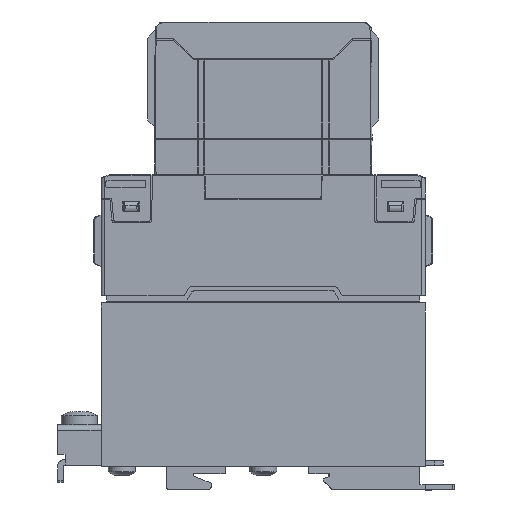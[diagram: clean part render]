
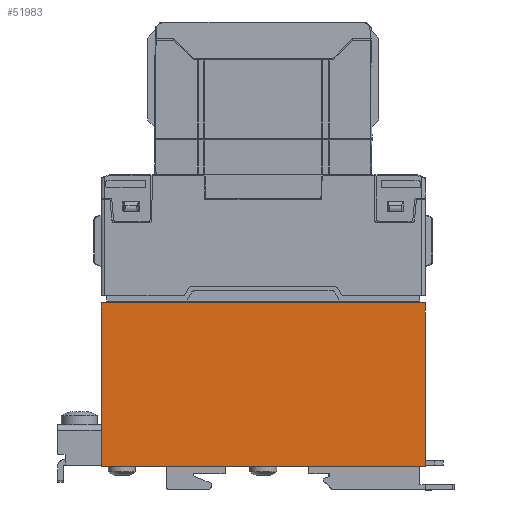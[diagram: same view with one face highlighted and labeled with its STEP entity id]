
A CAD part, left-side view. The second image highlights one B-rep face of the part: STEP entity #51983.
In plain terms, the highlighted planar face has unit normal (-1, 0, 0).
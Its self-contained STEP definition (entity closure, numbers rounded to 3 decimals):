
#48480=CARTESIAN_POINT('',(-8.85,45.,12.309));
#48481=VERTEX_POINT('',#48480);
#48482=CARTESIAN_POINT('',(-8.85,45.,2.4));
#48483=VERTEX_POINT('',#48482);
#48484=CARTESIAN_POINT('',(-8.85,45.,12.309));
#48485=DIRECTION('',(0.,0.,-1.0));
#48486=VECTOR('',#48485,9.909);
#48487=LINE('',#48484,#48486);
#48488=EDGE_CURVE('',#48481,#48483,#48487,.T.);
#51245=CARTESIAN_POINT('',(-8.85,45.,2.1));
#51246=VERTEX_POINT('',#51245);
#51253=CARTESIAN_POINT('',(-8.85,45.,2.4));
#51254=DIRECTION('',(0.,0.,-1.0));
#51255=VECTOR('',#51254,0.3);
#51256=LINE('',#51253,#51255);
#51257=EDGE_CURVE('',#48483,#51246,#51256,.T.);
#51397=CARTESIAN_POINT('',(-8.85,45.,47.4));
#51398=VERTEX_POINT('',#51397);
#51399=CARTESIAN_POINT('',(-8.85,45.,47.4));
#51400=DIRECTION('',(0.,0.,-1.0));
#51401=VECTOR('',#51400,35.091);
#51402=LINE('',#51399,#51401);
#51403=EDGE_CURVE('',#51398,#48481,#51402,.T.);
#51951=CARTESIAN_POINT('',(-8.85,-45.,47.4));
#51952=DIRECTION('',(-1.0,0.,0.));
#51953=DIRECTION('',(0.0,-1.0,0.0));
#51954=AXIS2_PLACEMENT_3D('',#51951,#51952,#51953);
#51955=PLANE('',#51954);
#51956=ORIENTED_EDGE('',*,*,#51403,.T.);
#51957=ORIENTED_EDGE('',*,*,#48488,.T.);
#51958=ORIENTED_EDGE('',*,*,#51257,.T.);
#51959=CARTESIAN_POINT('',(-8.85,-45.,2.1));
#51960=VERTEX_POINT('',#51959);
#51961=CARTESIAN_POINT('',(-8.85,-45.,2.1));
#51962=DIRECTION('',(0.0,1.0,0.0));
#51963=VECTOR('',#51962,90.0);
#51964=LINE('',#51961,#51963);
#51965=EDGE_CURVE('',#51960,#51246,#51964,.T.);
#51966=ORIENTED_EDGE('',*,*,#51965,.F.);
#51967=CARTESIAN_POINT('',(-8.85,-45.,47.4));
#51968=VERTEX_POINT('',#51967);
#51969=CARTESIAN_POINT('',(-8.85,-45.,2.1));
#51970=DIRECTION('',(0.,0.,1.0));
#51971=VECTOR('',#51970,45.3);
#51972=LINE('',#51969,#51971);
#51973=EDGE_CURVE('',#51960,#51968,#51972,.T.);
#51974=ORIENTED_EDGE('',*,*,#51973,.T.);
#51975=CARTESIAN_POINT('',(-8.85,-45.,47.4));
#51976=DIRECTION('',(0.0,1.0,0.0));
#51977=VECTOR('',#51976,90.0);
#51978=LINE('',#51975,#51977);
#51979=EDGE_CURVE('',#51968,#51398,#51978,.T.);
#51980=ORIENTED_EDGE('',*,*,#51979,.T.);
#51981=EDGE_LOOP('',(#51956,#51957,#51958,#51966,#51974,#51980));
#51982=FACE_OUTER_BOUND('',#51981,.T.);
#51983=ADVANCED_FACE('',(#51982),#51955,.T.);
